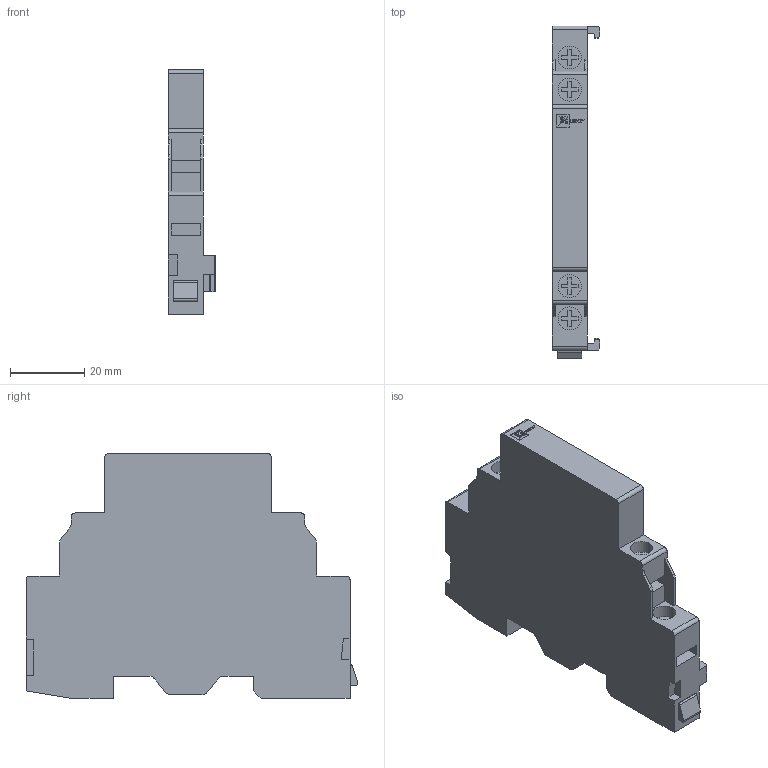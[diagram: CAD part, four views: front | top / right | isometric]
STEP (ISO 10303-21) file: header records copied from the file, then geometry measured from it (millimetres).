
FILE_DESCRIPTION (( 'STEP AP203' ), '1' );
FILE_NAME ('Äîïîëíèòåëüíûé êîíòàêò ÀÏÄ-32 AÊ-1001 (apd2-ak1001).STEP', '2018-10-26T06:43:02', ( '' ), ( '' ), 'SwSTEP 2.0', 'SolidWorks 2017', '' );
FILE_SCHEMA (( 'CONFIG_CONTROL_DESIGN' ));
Length unit declared in the file: millimetre
Products named in the file (1): Äîïîëíèòåëüíûé êîíòàêò ÀÏÄ-32 AÊ-1001 (apd2-ak1001)
Bounding box: 12.9 x 89.52 x 66 mm (x, y, z)
Volume: 42122.6 mm3; surface area: 13235 mm2
Topology: 1 solids, 1 shells, 257 faces, 703 edges, 468 vertices
Faces by surface type: plane 197, cylinder 42, bspline 18
Entity records: 8659 total; most frequent: CARTESIAN_POINT 2104, ORIENTED_EDGE 1406, DIRECTION 1225, EDGE_CURVE 703, LINE 583, VECTOR 583, VERTEX_POINT 468, AXIS2_PLACEMENT_3D 321
